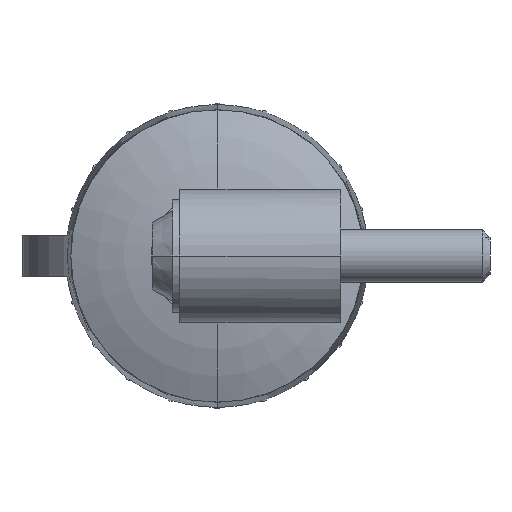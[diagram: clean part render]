
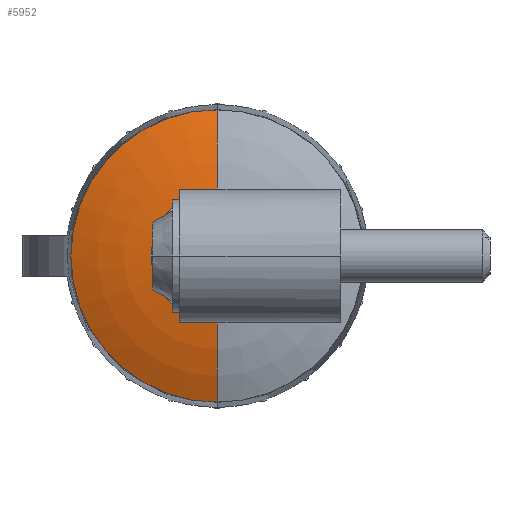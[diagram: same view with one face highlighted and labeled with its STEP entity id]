
A CAD part, left-side view. The second image highlights one B-rep face of the part: STEP entity #5952.
In plain terms, the highlighted toroidal (fillet/blend) face has major radius 2.048 mm and minor radius 19.393 mm.
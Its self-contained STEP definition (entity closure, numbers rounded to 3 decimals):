
#915 = TOROIDAL_SURFACE ( 'NONE', #6540, 2.048, 19.393 ) ;
#1574 = CARTESIAN_POINT ( 'NONE',  ( 167.37, 18.25, 4.413 ) ) ;
#1596 = VERTEX_POINT ( 'NONE', #11550 ) ;
#1951 = ORIENTED_EDGE ( 'NONE', *, *, #13153, .F. ) ;
#3049 = VERTEX_POINT ( 'NONE', #15341 ) ;
#3612 = AXIS2_PLACEMENT_3D ( 'NONE', #17275, #3953, #14628 ) ;
#3743 = CIRCLE ( 'NONE', #3612, 4.413 ) ;
#3953 = DIRECTION ( 'NONE',  ( 1., 0., 0. ) ) ;
#3991 = CARTESIAN_POINT ( 'NONE',  ( 168.835, 18.25, 9.785 ) ) ;
#4739 = DIRECTION ( 'NONE',  ( 1., 0., 0. ) ) ;
#4824 = EDGE_CURVE ( 'NONE', #3049, #11407, #3743, .T. ) ;
#5952 = ADVANCED_FACE ( 'NONE', ( #6144 ), #915, .T. ) ;
#6047 = DIRECTION ( 'NONE',  ( 0., 0., 1. ) ) ;
#6144 = FACE_OUTER_BOUND ( 'NONE', #6945, .T. ) ;
#6279 = EDGE_CURVE ( 'NONE', #11407, #15521, #6351, .T. ) ;
#6351 = CIRCLE ( 'NONE', #10013, 19.393 ) ;
#6540 = AXIS2_PLACEMENT_3D ( 'NONE', #12591, #4739, #15233 ) ;
#6945 = EDGE_LOOP ( 'NONE', ( #9732, #15041, #15525, #1951 ) ) ;
#7061 = CIRCLE ( 'NONE', #15761, 19.393 ) ;
#7076 = AXIS2_PLACEMENT_3D ( 'NONE', #15496, #7392, #6047 ) ;
#7392 = DIRECTION ( 'NONE',  ( 1., 0., 0. ) ) ;
#8043 = DIRECTION ( 'NONE',  ( 0., 1., 0. ) ) ;
#9732 = ORIENTED_EDGE ( 'NONE', *, *, #16287, .F. ) ;
#10013 = AXIS2_PLACEMENT_3D ( 'NONE', #12099, #8043, #17456 ) ;
#11407 = VERTEX_POINT ( 'NONE', #1574 ) ;
#11550 = CARTESIAN_POINT ( 'NONE',  ( 168.835, 18.25, -9.785 ) ) ;
#12099 = CARTESIAN_POINT ( 'NONE',  ( 186.619, 18.25, 2.048 ) ) ;
#12591 = CARTESIAN_POINT ( 'NONE',  ( 186.619, 18.25, 0. ) ) ;
#13153 = EDGE_CURVE ( 'NONE', #1596, #15521, #14245, .T. ) ;
#13378 = CARTESIAN_POINT ( 'NONE',  ( 186.619, 18.25, -2.048 ) ) ;
#13600 = DIRECTION ( 'NONE',  ( 0., -1., 0. ) ) ;
#14245 = CIRCLE ( 'NONE', #7076, 9.785 ) ;
#14628 = DIRECTION ( 'NONE',  ( 0., 0., 1. ) ) ;
#15041 = ORIENTED_EDGE ( 'NONE', *, *, #4824, .T. ) ;
#15233 = DIRECTION ( 'NONE',  ( 0., 0., 1. ) ) ;
#15341 = CARTESIAN_POINT ( 'NONE',  ( 167.37, 18.25, -4.413 ) ) ;
#15496 = CARTESIAN_POINT ( 'NONE',  ( 168.835, 18.25, 0. ) ) ;
#15521 = VERTEX_POINT ( 'NONE', #3991 ) ;
#15525 = ORIENTED_EDGE ( 'NONE', *, *, #6279, .T. ) ;
#15761 = AXIS2_PLACEMENT_3D ( 'NONE', #13378, #13600, #16015 ) ;
#16015 = DIRECTION ( 'NONE',  ( 0., 0., -1. ) ) ;
#16287 = EDGE_CURVE ( 'NONE', #3049, #1596, #7061, .T. ) ;
#17275 = CARTESIAN_POINT ( 'NONE',  ( 167.37, 18.25, 0. ) ) ;
#17456 = DIRECTION ( 'NONE',  ( -1., 0., 0. ) ) ;
